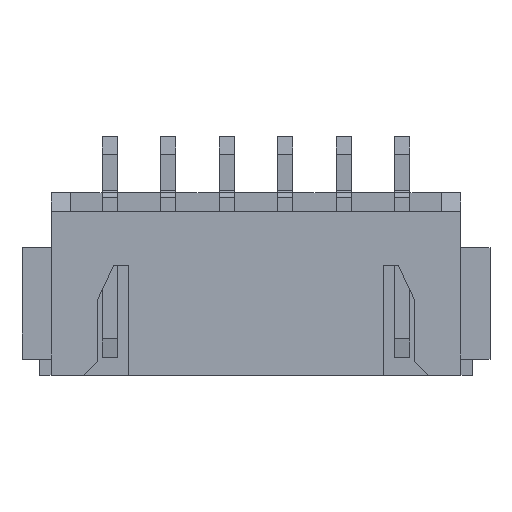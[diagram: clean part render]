
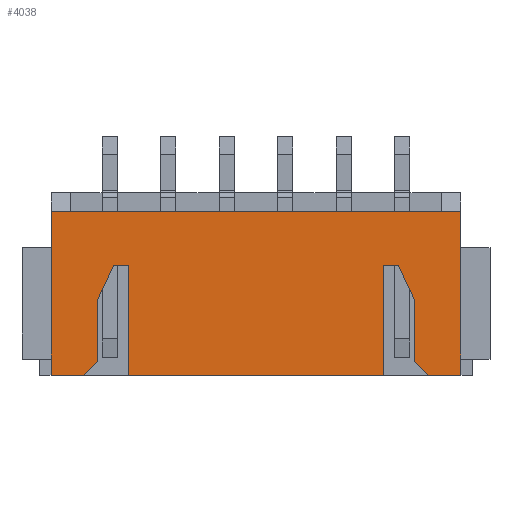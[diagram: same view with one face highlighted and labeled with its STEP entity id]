
A CAD part, top view. The second image highlights one B-rep face of the part: STEP entity #4038.
In plain terms, the highlighted planar face has unit normal (0, 0, 1).
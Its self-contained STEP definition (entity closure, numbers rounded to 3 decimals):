
#162=FACE_OUTER_BOUND('',#374,.T.);
#374=EDGE_LOOP('',(#2979,#2980,#2981,#2982,#2983,#2984,#2985,#2986,#2987,
#2988,#2989,#2990,#2991,#2992,#2993,#2994));
#534=LINE('',#5502,#1088);
#570=LINE('',#5574,#1124);
#741=LINE('',#5916,#1295);
#743=LINE('',#5920,#1297);
#748=LINE('',#5929,#1302);
#751=LINE('',#5935,#1305);
#754=LINE('',#5941,#1308);
#757=LINE('',#5949,#1311);
#761=LINE('',#5956,#1315);
#764=LINE('',#5962,#1318);
#767=LINE('',#5968,#1321);
#768=LINE('',#5971,#1322);
#771=LINE('',#5976,#1325);
#772=LINE('',#5977,#1326);
#773=LINE('',#5978,#1327);
#774=LINE('',#5979,#1328);
#1088=VECTOR('',#4456,10.);
#1124=VECTOR('',#4510,10.);
#1295=VECTOR('',#4793,10.);
#1297=VECTOR('',#4797,10.);
#1302=VECTOR('',#4804,10.);
#1305=VECTOR('',#4809,10.);
#1308=VECTOR('',#4814,10.);
#1311=VECTOR('',#4819,10.);
#1315=VECTOR('',#4825,10.);
#1318=VECTOR('',#4830,10.);
#1321=VECTOR('',#4835,10.);
#1322=VECTOR('',#4838,10.);
#1325=VECTOR('',#4843,10.);
#1326=VECTOR('',#4844,10.);
#1327=VECTOR('',#4845,10.);
#1328=VECTOR('',#4846,10.);
#1641=VERTEX_POINT('',#5499);
#1642=VERTEX_POINT('',#5501);
#1668=VERTEX_POINT('',#5571);
#1669=VERTEX_POINT('',#5573);
#1783=VERTEX_POINT('',#5913);
#1784=VERTEX_POINT('',#5915);
#1785=VERTEX_POINT('',#5919);
#1788=VERTEX_POINT('',#5927);
#1790=VERTEX_POINT('',#5933);
#1792=VERTEX_POINT('',#5939);
#1795=VERTEX_POINT('',#5946);
#1796=VERTEX_POINT('',#5948);
#1798=VERTEX_POINT('',#5954);
#1800=VERTEX_POINT('',#5960);
#1802=VERTEX_POINT('',#5966);
#1803=VERTEX_POINT('',#5970);
#2030=EDGE_CURVE('',#1641,#1642,#534,.T.);
#2066=EDGE_CURVE('',#1668,#1669,#570,.T.);
#2237=EDGE_CURVE('',#1784,#1783,#741,.T.);
#2239=EDGE_CURVE('',#1785,#1784,#743,.T.);
#2244=EDGE_CURVE('',#1783,#1788,#748,.T.);
#2247=EDGE_CURVE('',#1788,#1790,#751,.T.);
#2250=EDGE_CURVE('',#1790,#1792,#754,.T.);
#2253=EDGE_CURVE('',#1796,#1795,#757,.T.);
#2257=EDGE_CURVE('',#1795,#1798,#761,.T.);
#2260=EDGE_CURVE('',#1798,#1800,#764,.T.);
#2263=EDGE_CURVE('',#1800,#1802,#767,.T.);
#2264=EDGE_CURVE('',#1803,#1796,#768,.T.);
#2267=EDGE_CURVE('',#1792,#1803,#771,.T.);
#2268=EDGE_CURVE('',#1802,#1669,#772,.T.);
#2269=EDGE_CURVE('',#1642,#1668,#773,.T.);
#2270=EDGE_CURVE('',#1641,#1785,#774,.T.);
#2979=ORIENTED_EDGE('',*,*,#2239,.T.);
#2980=ORIENTED_EDGE('',*,*,#2237,.T.);
#2981=ORIENTED_EDGE('',*,*,#2244,.T.);
#2982=ORIENTED_EDGE('',*,*,#2247,.T.);
#2983=ORIENTED_EDGE('',*,*,#2250,.T.);
#2984=ORIENTED_EDGE('',*,*,#2267,.T.);
#2985=ORIENTED_EDGE('',*,*,#2264,.T.);
#2986=ORIENTED_EDGE('',*,*,#2253,.T.);
#2987=ORIENTED_EDGE('',*,*,#2257,.T.);
#2988=ORIENTED_EDGE('',*,*,#2260,.T.);
#2989=ORIENTED_EDGE('',*,*,#2263,.T.);
#2990=ORIENTED_EDGE('',*,*,#2268,.T.);
#2991=ORIENTED_EDGE('',*,*,#2066,.F.);
#2992=ORIENTED_EDGE('',*,*,#2269,.F.);
#2993=ORIENTED_EDGE('',*,*,#2030,.F.);
#2994=ORIENTED_EDGE('',*,*,#2270,.T.);
#3840=PLANE('',#4272);
#4038=ADVANCED_FACE('',(#162),#3840,.T.);
#4272=AXIS2_PLACEMENT_3D('',#5975,#4841,#4842);
#4456=DIRECTION('',(0.,1.,0.));
#4510=DIRECTION('',(0.,-1.,0.));
#4793=DIRECTION('',(0.,1.,0.));
#4797=DIRECTION('',(0.707,0.707,0.));
#4804=DIRECTION('',(0.428,0.904,0.));
#4809=DIRECTION('',(1.,0.,0.));
#4814=DIRECTION('',(0.,-1.,0.));
#4819=DIRECTION('',(1.,0.,0.));
#4825=DIRECTION('',(0.428,-0.904,0.));
#4830=DIRECTION('',(0.,-1.,0.));
#4835=DIRECTION('',(0.707,-0.707,0.));
#4838=DIRECTION('',(0.,1.,0.));
#4841=DIRECTION('center_axis',(0.,0.,1.));
#4842=DIRECTION('ref_axis',(0.,-1.,0.));
#4843=DIRECTION('',(1.,0.,0.));
#4844=DIRECTION('',(1.,0.,0.));
#4845=DIRECTION('',(1.,0.,0.));
#4846=DIRECTION('',(1.,0.,0.));
#5499=CARTESIAN_POINT('',(-8.75,-7.8,6.));
#5501=CARTESIAN_POINT('',(-8.75,-0.8,6.));
#5502=CARTESIAN_POINT('',(-8.75,0.,6.));
#5571=CARTESIAN_POINT('',(8.75,-0.8,6.));
#5573=CARTESIAN_POINT('',(8.75,-7.8,6.));
#5574=CARTESIAN_POINT('',(8.75,0.,6.));
#5913=CARTESIAN_POINT('',(-6.79,-4.6,6.));
#5915=CARTESIAN_POINT('',(-6.79,-7.2,6.));
#5916=CARTESIAN_POINT('',(-6.79,-2.7,6.));
#5919=CARTESIAN_POINT('',(-7.39,-7.8,6.));
#5920=CARTESIAN_POINT('',(-3.493,-3.902,6.));
#5927=CARTESIAN_POINT('',(-6.08,-3.1,6.));
#5929=CARTESIAN_POINT('',(-5.079,-0.985,6.));
#5933=CARTESIAN_POINT('',(-5.44,-3.1,6.));
#5935=CARTESIAN_POINT('',(-2.72,-3.1,6.));
#5939=CARTESIAN_POINT('',(-5.44,-7.8,6.));
#5941=CARTESIAN_POINT('',(-5.44,-4.3,6.));
#5946=CARTESIAN_POINT('',(6.08,-3.1,6.));
#5948=CARTESIAN_POINT('',(5.44,-3.1,6.));
#5949=CARTESIAN_POINT('',(3.04,-3.1,6.));
#5954=CARTESIAN_POINT('',(6.79,-4.6,6.));
#5956=CARTESIAN_POINT('',(5.434,-1.735,6.));
#5960=CARTESIAN_POINT('',(6.79,-7.2,6.));
#5962=CARTESIAN_POINT('',(6.79,-4.,6.));
#5966=CARTESIAN_POINT('',(7.39,-7.8,6.));
#5968=CARTESIAN_POINT('',(3.793,-4.202,6.));
#5970=CARTESIAN_POINT('',(5.44,-7.8,6.));
#5971=CARTESIAN_POINT('',(5.44,-1.95,6.));
#5975=CARTESIAN_POINT('Origin',(0.,-0.8,6.));
#5976=CARTESIAN_POINT('',(0.,-7.8,6.));
#5977=CARTESIAN_POINT('',(0.,-7.8,6.));
#5978=CARTESIAN_POINT('',(0.,-0.8,6.));
#5979=CARTESIAN_POINT('',(0.,-7.8,6.));
